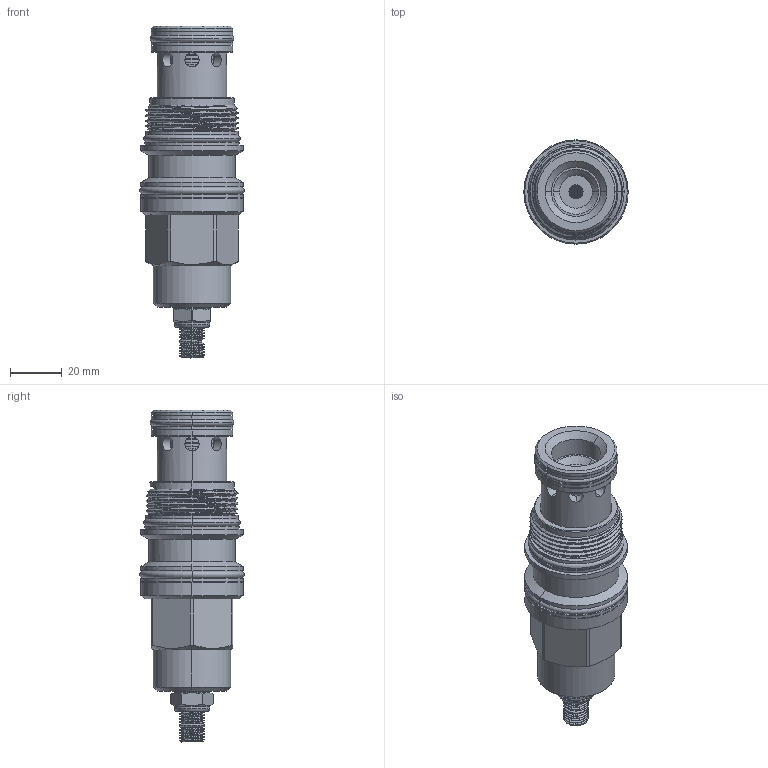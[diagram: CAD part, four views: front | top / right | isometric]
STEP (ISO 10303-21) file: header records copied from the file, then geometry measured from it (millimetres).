
FILE_DESCRIPTION (( 'STEP AP203' ), '1' );
FILE_NAME ('SP17A30-L.STEP', '2020-03-25T01:40:39', ( '' ), ( '' ), 'SwSTEP 2.0', 'SolidWorks 2018', '' );
FILE_SCHEMA (( 'CONFIG_CONTROL_DESIGN' ));
Length unit declared in the file: millimetre
Products named in the file (1): SP17A30-L
Bounding box: 40.39 x 40.39 x 128.59 mm (x, y, z)
Volume: 90348.3 mm3; surface area: 23565.9 mm2
Topology: 8 solids, 8 shells, 778 faces, 2189 edges, 1372 vertices
Faces by surface type: cylinder 597, plane 79, cone 51, torus 38, bspline 9, sphere 4
Entity records: 57045 total; most frequent: CARTESIAN_POINT 37994, ORIENTED_EDGE 4374, DIRECTION 3110, EDGE_CURVE 2187, VERTEX_POINT 1372, AXIS2_PLACEMENT_3D 1228, EDGE_LOOP 1181, B_SPLINE_CURVE_WITH_KNOTS 1010
